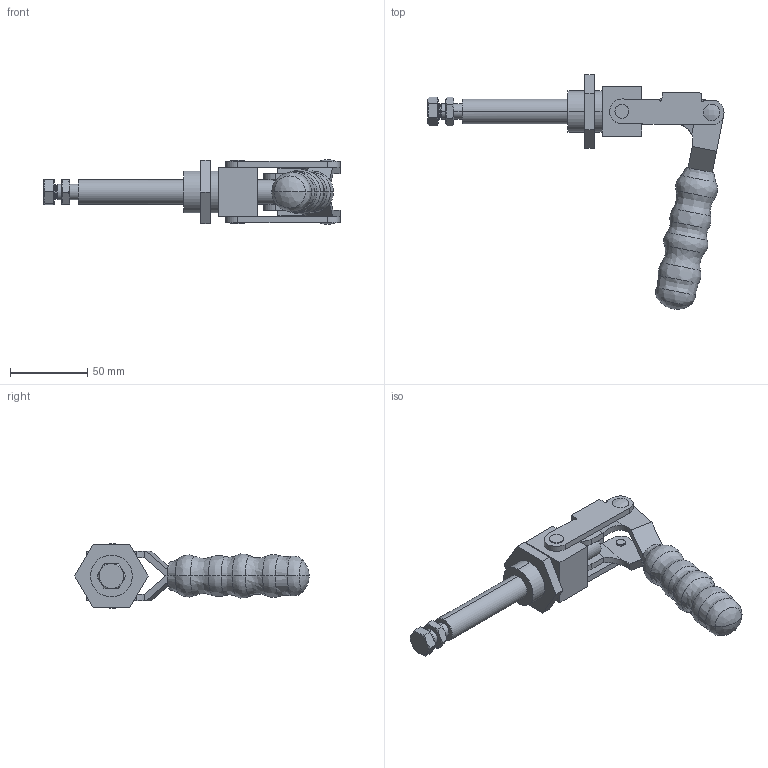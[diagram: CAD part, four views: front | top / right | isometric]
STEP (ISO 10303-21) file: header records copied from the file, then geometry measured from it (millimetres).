
FILE_DESCRIPTION (( 'STEP AP214' ), '1' );
FILE_NAME ('GH-36224-MSS.STEP', '2019-12-09T07:31:37', ( 'LinWei' ), ( '' ), 'SwSTEP 2.0', 'SolidWorks 2016', '' );
FILE_SCHEMA (( 'AUTOMOTIVE_DESIGN' ));
Length unit declared in the file: millimetre
Products named in the file (5): Group4^493793(GH-36224M); Group3^493793(GH-36224M); Group2^493793(GH-36224M); Group1^493793(GH-36224M); GH-36224-MSS
Assembly tree (4 placements, depth 2):
  GH-36224-MSS
    Group1^493793(GH-36224M)
    Group2^493793(GH-36224M)
    Group3^493793(GH-36224M)
    Group4^493793(GH-36224M)
Bounding box: 191.32 x 151.51 x 41.44 mm (x, y, z)
Volume: 132420.5 mm3; surface area: 43196.2 mm2
Topology: 4 solids, 4 shells, 198 faces, 483 edges, 303 vertices
Faces by surface type: plane 84, cylinder 65, cone 25, bspline 24
Entity records: 8949 total; most frequent: CARTESIAN_POINT 1958, DIRECTION 977, ORIENTED_EDGE 962, EDGE_CURVE 481, AXIS2_PLACEMENT_3D 376, VERTEX_POINT 303, EDGE_LOOP 226, VECTOR 225
